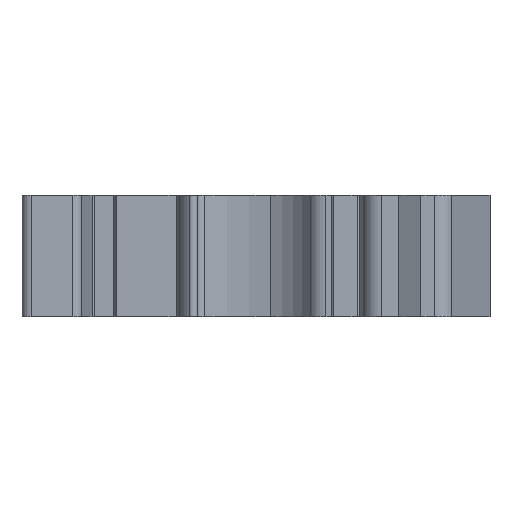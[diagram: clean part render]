
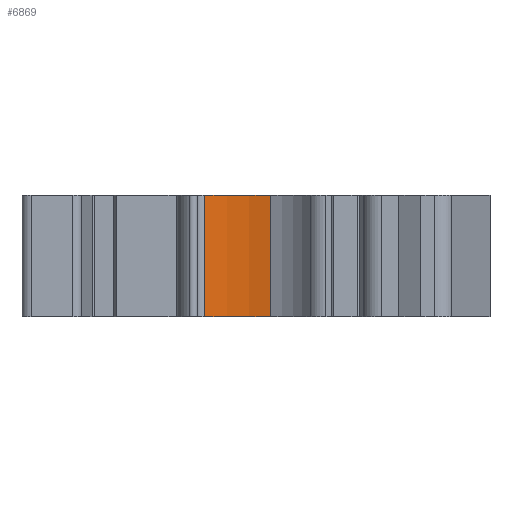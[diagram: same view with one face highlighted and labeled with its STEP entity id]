
A CAD part, front view. The second image highlights one B-rep face of the part: STEP entity #6869.
In plain terms, the highlighted cylindrical face has radius 15.95 mm (diameter 31.9 mm), a partial arc.
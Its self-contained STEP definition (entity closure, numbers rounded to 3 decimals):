
#443=CIRCLE('',#7151,15.95);
#480=CIRCLE('',#7288,15.95);
#1537=ORIENTED_EDGE('',*,*,#2549,.T.);
#1538=ORIENTED_EDGE('',*,*,#2550,.T.);
#1539=ORIENTED_EDGE('',*,*,#2551,.F.);
#1540=ORIENTED_EDGE('',*,*,#2344,.F.);
#2344=EDGE_CURVE('',#2997,#2998,#443,.T.);
#2549=EDGE_CURVE('',#2997,#3101,#3554,.T.);
#2550=EDGE_CURVE('',#3101,#3102,#480,.T.);
#2551=EDGE_CURVE('',#2998,#3102,#3555,.T.);
#2997=VERTEX_POINT('',#9719);
#2998=VERTEX_POINT('',#9721);
#3101=VERTEX_POINT('',#10127);
#3102=VERTEX_POINT('',#10131);
#3554=LINE('',#10128,#3989);
#3555=LINE('',#10132,#3990);
#3989=VECTOR('',#8419,1000.);
#3990=VECTOR('',#8424,1000.);
#4281=EDGE_LOOP('',(#1537,#1538,#1539,#1540));
#4586=FACE_BOUND('',#4281,.T.);
#4728=CYLINDRICAL_SURFACE('',#7287,15.95);
#6869=ADVANCED_FACE('',(#4586),#4728,.F.);
#7151=AXIS2_PLACEMENT_3D('',#9720,#7979,#7980);
#7287=AXIS2_PLACEMENT_3D('',#10129,#8420,#8421);
#7288=AXIS2_PLACEMENT_3D('',#10130,#8422,#8423);
#7979=DIRECTION('',(0.,0.,1.));
#7980=DIRECTION('',(1.,0.,0.));
#8419=DIRECTION('',(0.,0.,1.));
#8420=DIRECTION('',(0.,0.,1.));
#8421=DIRECTION('',(1.,0.,0.));
#8422=DIRECTION('',(0.,0.,1.));
#8423=DIRECTION('',(1.,0.,0.));
#8424=DIRECTION('',(0.,0.,1.));
#9719=CARTESIAN_POINT('',(1.559,-14.457,-13.));
#9720=CARTESIAN_POINT('',(-2.311,-29.93,-13.));
#9721=CARTESIAN_POINT('',(-5.489,-14.3,-13.));
#10127=CARTESIAN_POINT('',(1.559,-14.457,0.));
#10128=CARTESIAN_POINT('',(1.559,-14.457,-81.453));
#10129=CARTESIAN_POINT('',(-2.311,-29.93,-81.453));
#10130=CARTESIAN_POINT('',(-2.311,-29.93,0.));
#10131=CARTESIAN_POINT('',(-5.489,-14.3,0.));
#10132=CARTESIAN_POINT('',(-5.489,-14.3,-81.453));
